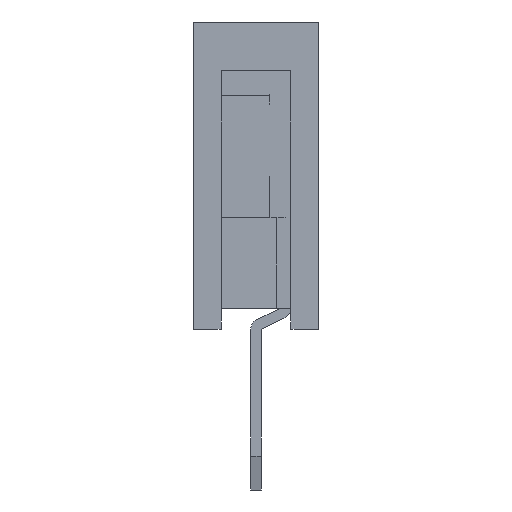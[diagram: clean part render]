
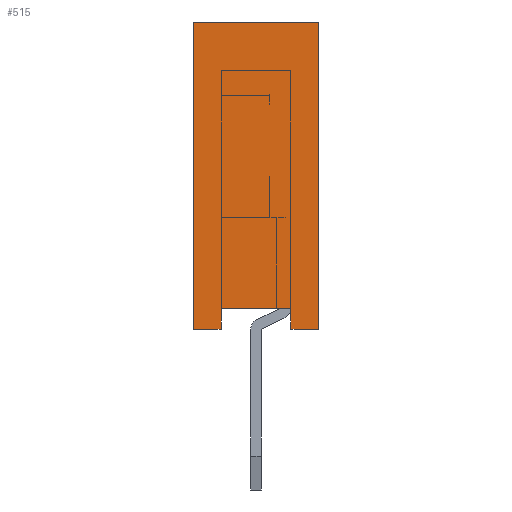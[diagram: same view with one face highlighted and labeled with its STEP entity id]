
A CAD part, left-side view. The second image highlights one B-rep face of the part: STEP entity #515.
In plain terms, the highlighted planar face has unit normal (-1, 0, 0).
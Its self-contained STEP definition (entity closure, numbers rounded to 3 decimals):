
#515=ADVANCED_FACE('',(#22351),#22353,.T.);
#22351=FACE_BOUND('',#22352,.T.);
#22352=EDGE_LOOP('',(#39791,#39792,#39793,#39794,#39795,#39796,#39797,#39798));
#22353=PLANE('',#22354);
#22354=AXIS2_PLACEMENT_3D('',#22355,#22356,#22357);
#22355=CARTESIAN_POINT('',(-0.635,0.9,0.));
#22356=DIRECTION('',(-1.,0.,0.));
#22357=DIRECTION('',(0.,-1.,0.));
#39791=ORIENTED_EDGE('',*,*,#52288,.T.);
#39792=ORIENTED_EDGE('',*,*,#52615,.T.);
#39793=ORIENTED_EDGE('',*,*,#52619,.T.);
#39794=ORIENTED_EDGE('',*,*,#52620,.F.);
#39795=ORIENTED_EDGE('',*,*,#52621,.F.);
#39796=ORIENTED_EDGE('',*,*,#52616,.T.);
#39797=ORIENTED_EDGE('',*,*,#52451,.T.);
#39798=ORIENTED_EDGE('',*,*,#52622,.T.);
#52288=EDGE_CURVE('',#58710,#58707,#58711,.F.);
#52451=EDGE_CURVE('',#59036,#59034,#59037,.F.);
#52615=EDGE_CURVE('',#58707,#59355,#59357,.T.);
#52616=EDGE_CURVE('',#59358,#59036,#59359,.T.);
#52619=EDGE_CURVE('',#59355,#59363,#59364,.T.);
#52620=EDGE_CURVE('',#59365,#59363,#59366,.T.);
#52621=EDGE_CURVE('',#59358,#59365,#59367,.T.);
#52622=EDGE_CURVE('',#59034,#58710,#59368,.T.);
#58707=VERTEX_POINT('',#69199);
#58710=VERTEX_POINT('',#69204);
#58711=LINE('',#69205,#69206);
#59034=VERTEX_POINT('',#69852);
#59036=VERTEX_POINT('',#69856);
#59037=LINE('',#69857,#69858);
#59355=VERTEX_POINT('',#70501);
#59357=LINE('',#70505,#70506);
#59358=VERTEX_POINT('',#70508);
#59359=LINE('',#70509,#70510);
#59363=VERTEX_POINT('',#70519);
#59364=LINE('',#70520,#70521);
#59365=VERTEX_POINT('',#70523);
#59366=LINE('',#70524,#70525);
#59367=LINE('',#70527,#70528);
#59368=LINE('',#70530,#70531);
#69199=CARTESIAN_POINT('',(-0.635,-0.5,0.));
#69204=CARTESIAN_POINT('',(-0.635,-0.5,0.3));
#69205=CARTESIAN_POINT('',(-0.635,-0.5,0.));
#69206=VECTOR('',#69207,1.);
#69207=DIRECTION('',(0.,0.,1.));
#69852=CARTESIAN_POINT('',(-0.635,0.5,0.3));
#69856=CARTESIAN_POINT('',(-0.635,0.5,0.));
#69857=CARTESIAN_POINT('',(-0.635,0.5,0.3));
#69858=VECTOR('',#69859,1.);
#69859=DIRECTION('',(0.,0.,-1.));
#70501=CARTESIAN_POINT('',(-0.635,-0.9,0.));
#70505=CARTESIAN_POINT('',(-0.635,-0.5,0.));
#70506=VECTOR('',#70507,1.);
#70507=DIRECTION('',(0.,-1.,0.));
#70508=CARTESIAN_POINT('',(-0.635,0.9,0.));
#70509=CARTESIAN_POINT('',(-0.635,0.9,0.));
#70510=VECTOR('',#70511,1.);
#70511=DIRECTION('',(0.,-1.,0.));
#70519=CARTESIAN_POINT('',(-0.635,-0.9,4.4));
#70520=CARTESIAN_POINT('',(-0.635,-0.9,0.));
#70521=VECTOR('',#70522,1.);
#70522=DIRECTION('',(0.,0.,1.));
#70523=CARTESIAN_POINT('',(-0.635,0.9,4.4));
#70524=CARTESIAN_POINT('',(-0.635,0.9,4.4));
#70525=VECTOR('',#70526,1.);
#70526=DIRECTION('',(0.,-1.,0.));
#70527=CARTESIAN_POINT('',(-0.635,0.9,0.));
#70528=VECTOR('',#70529,1.);
#70529=DIRECTION('',(0.,0.,1.));
#70530=CARTESIAN_POINT('',(-0.635,0.5,0.3));
#70531=VECTOR('',#70532,1.);
#70532=DIRECTION('',(0.,-1.,0.));
